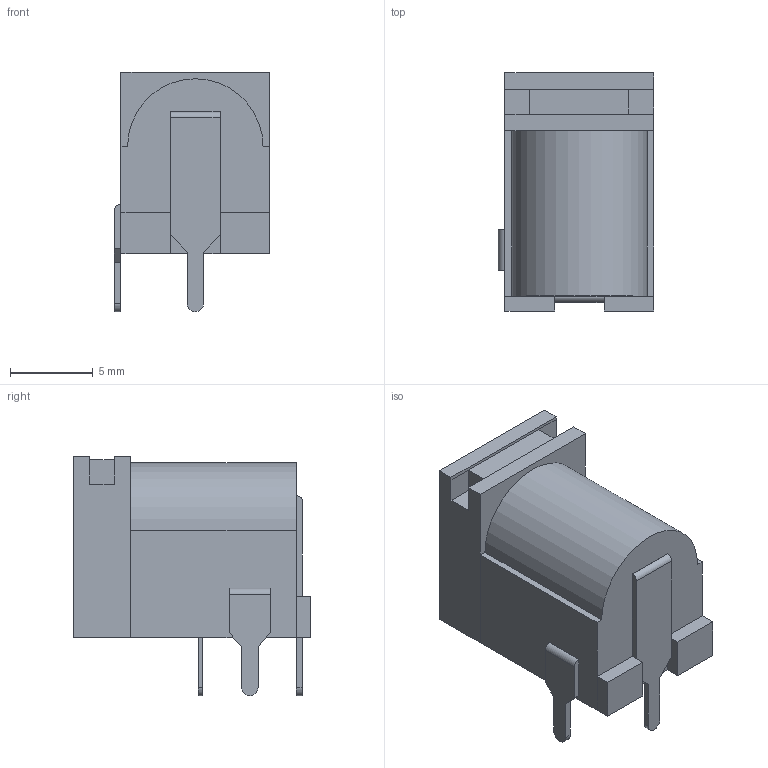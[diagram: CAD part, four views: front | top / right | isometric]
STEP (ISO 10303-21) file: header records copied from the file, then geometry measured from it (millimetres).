
FILE_DESCRIPTION(('FreeCAD Model'),'2;1');
FILE_NAME('barrel_jack.step', '2019-05-04T13:34:23',('Author'),(''), 'Open CASCADE STEP processor 7.2','FreeCAD','Unknown');
FILE_SCHEMA(('AUTOMOTIVE_DESIGN { 1 0 10303 214 1 1 1 1 }'));
Length unit declared in the file: millimetre
Products named in the file (4): body; leg_side; leg_back; leg_barrel
Bounding box: 9.4 x 14.4 x 14.5 mm (x, y, z)
Volume: 1014.4 mm3; surface area: 1053.3 mm2
Topology: 4 solids, 4 shells, 78 faces, 182 edges, 113 vertices
Faces by surface type: plane 68, cylinder 9, cone 1
Full cylindrical faces by diameter (mm): 2 x1, 6.4 x1
Entity records: 4597 total; most frequent: CARTESIAN_POINT 821, DIRECTION 681, LINE 474, VECTOR 474, ORIENTED_EDGE 364, PCURVE 364, DEFINITIONAL_REPRESENTATION 364, EDGE_CURVE 182
